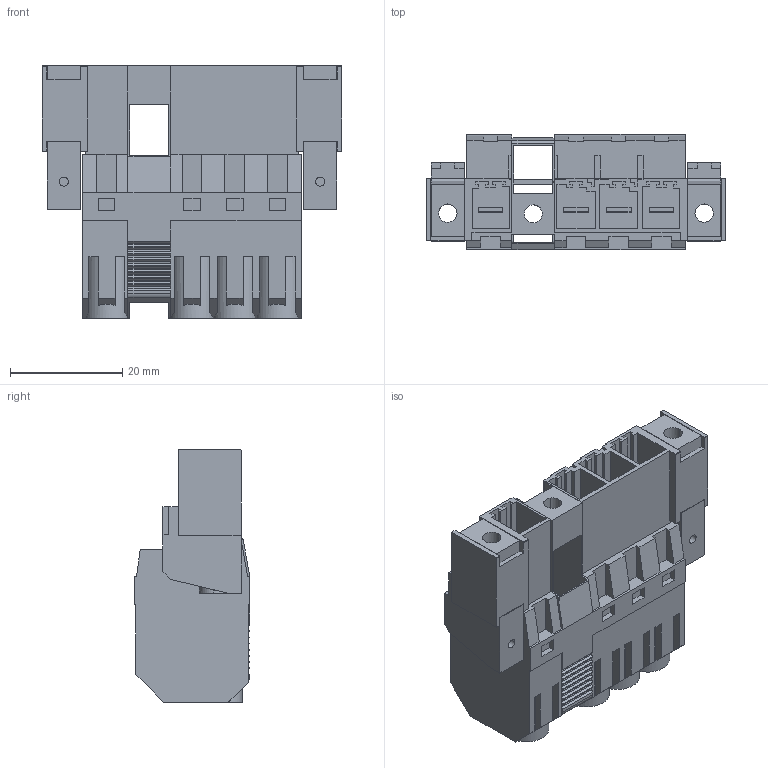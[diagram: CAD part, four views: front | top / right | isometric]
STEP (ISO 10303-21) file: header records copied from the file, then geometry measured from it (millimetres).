
FILE_DESCRIPTION(('CATIA V5 STEP Exchange','CAx-IF Rec.Pracs.--- Model Styling and Organization---1.4--- 2014-01-23'),'2;1');
FILE_NAME ('D1451935_1_1427270000_1427270000.stp','2022-11-10T09:03:02+00:00',('none'),('Weidmueller'),'CATIA Version 5-6 Release 2016 SP3 HF44','CATIA V5 STEP AP214','none');
FILE_SCHEMA(('AUTOMOTIVE_DESIGN { 1 0 10303 214 1 1 1 1 }'));
Length unit declared in the file: millimetre
Products named in the file (1): 1427270000
Bounding box: 53.35 x 20.6 x 45.01 mm (x, y, z)
Volume: 20132.2 mm3; surface area: 16842.9 mm2
Topology: 7 solids, 7 shells, 660 faces, 1844 edges, 1210 vertices
Faces by surface type: plane 582, cylinder 78
Entity records: 20683 total; most frequent: CARTESIAN_POINT 3975, ORIENTED_EDGE 3688, DIRECTION 2688, EDGE_CURVE 1844, VECTOR 1672, LINE 1672, VERTEX_POINT 1210, EDGE_LOOP 698
